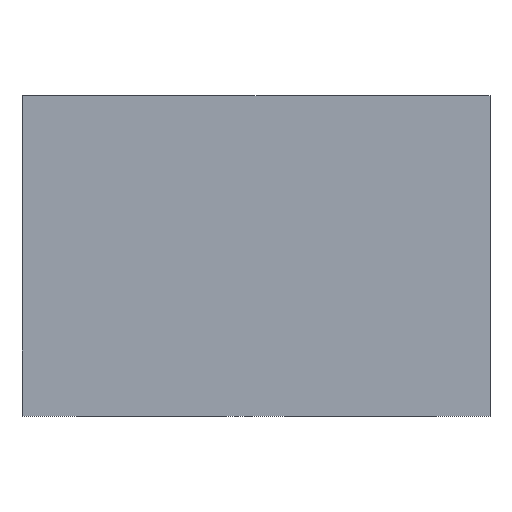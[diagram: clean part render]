
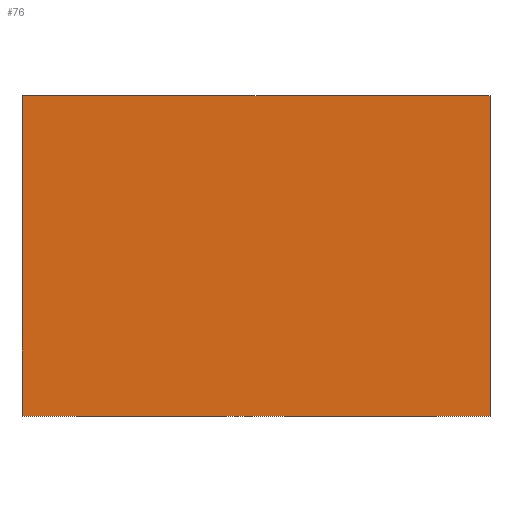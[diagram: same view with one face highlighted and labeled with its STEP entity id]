
A CAD part, top view. The second image highlights one B-rep face of the part: STEP entity #76.
In plain terms, the highlighted planar face has unit normal (0, 0, 1).
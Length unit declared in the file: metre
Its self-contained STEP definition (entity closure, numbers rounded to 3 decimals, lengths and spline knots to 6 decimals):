
#76 = ADVANCED_FACE( '', ( #161 ), #162, .T. );
#161 = FACE_OUTER_BOUND( '', #254, .T. );
#162 = PLANE( '', #255 );
#254 = EDGE_LOOP( '', ( #405, #406, #407, #408 ) );
#255 = AXIS2_PLACEMENT_3D( '', #409, #410, #411 );
#405 = ORIENTED_EDGE( '', *, *, #586, .T. );
#406 = ORIENTED_EDGE( '', *, *, #618, .T. );
#407 = ORIENTED_EDGE( '', *, *, #596, .F. );
#408 = ORIENTED_EDGE( '', *, *, #605, .F. );
#409 = CARTESIAN_POINT( '', ( 0., 0., 0.01361 ) );
#410 = DIRECTION( '', ( 0., 0., 1. ) );
#411 = DIRECTION( '', ( 1., 0., 0. ) );
#586 = EDGE_CURVE( '', #705, #703, #706, .T. );
#596 = EDGE_CURVE( '', #721, #723, #724, .T. );
#605 = EDGE_CURVE( '', #705, #721, #738, .T. );
#618 = EDGE_CURVE( '', #703, #723, #756, .T. );
#703 = VERTEX_POINT( '', #870 );
#705 = VERTEX_POINT( '', #873 );
#706 = LINE( '', #874, #875 );
#721 = VERTEX_POINT( '', #896 );
#723 = VERTEX_POINT( '', #899 );
#724 = LINE( '', #900, #901 );
#738 = LINE( '', #921, #922 );
#756 = LINE( '', #949, #950 );
#870 = CARTESIAN_POINT( '', ( -0.01559, -0.01068, 0.01361 ) );
#873 = CARTESIAN_POINT( '', ( -0.01559, 0.01068, 0.01361 ) );
#874 = CARTESIAN_POINT( '', ( -0.01559, -0.001447, 0.01361 ) );
#875 = VECTOR( '', #1048, 1. );
#896 = CARTESIAN_POINT( '', ( 0.01559, 0.01068, 0.01361 ) );
#899 = CARTESIAN_POINT( '', ( 0.01559, -0.01068, 0.01361 ) );
#900 = CARTESIAN_POINT( '', ( 0.01559, -0.001447, 0.01361 ) );
#901 = VECTOR( '', #1056, 1. );
#921 = CARTESIAN_POINT( '', ( 0., 0.01068, 0.01361 ) );
#922 = VECTOR( '', #1063, 1. );
#949 = CARTESIAN_POINT( '', ( 0., -0.01068, 0.01361 ) );
#950 = VECTOR( '', #1073, 1. );
#1048 = DIRECTION( '', ( 0., -1., 0. ) );
#1056 = DIRECTION( '', ( 0., -1., 0. ) );
#1063 = DIRECTION( '', ( 1., 0., 0. ) );
#1073 = DIRECTION( '', ( 1., 0., 0. ) );
